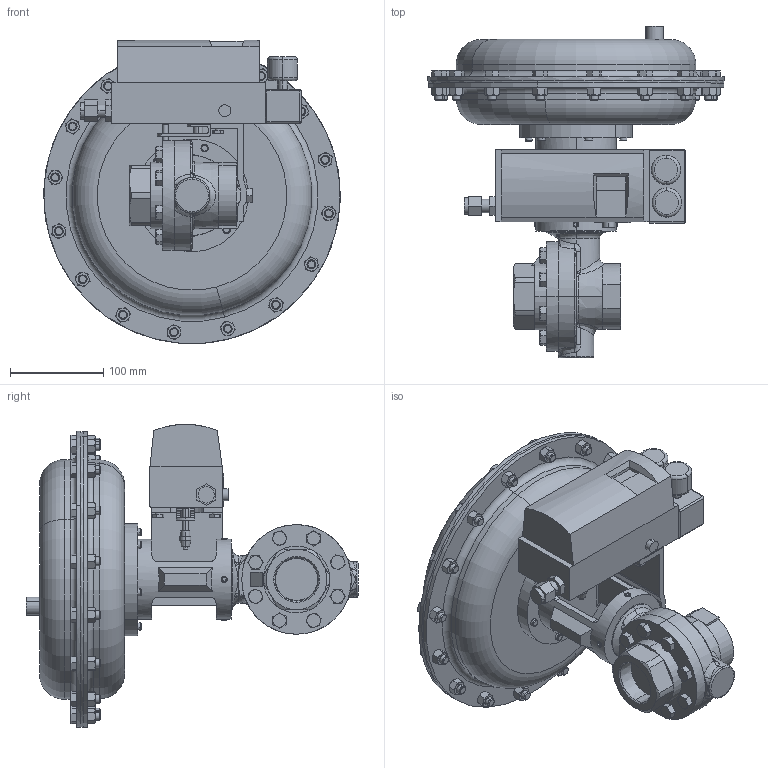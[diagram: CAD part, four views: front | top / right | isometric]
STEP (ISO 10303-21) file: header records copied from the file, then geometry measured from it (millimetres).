
FILE_DESCRIPTION (( 'STEP AP203' ), '1' );
FILE_NAME ('70SP-150-DI+BR-PT-55M-16IQ.STEP', '2017-09-11T19:25:47', ( '' ), ( '' ), 'SwSTEP 2.0', 'SolidWorks 2014', '' );
FILE_SCHEMA (( 'CONFIG_CONTROL_DESIGN' ));
Length unit declared in the file: inch
Products named in the file (1): 70SP-150-DI+BR-PT-55M-16IQ
Bounding box: 317.5 x 355.47 x 324.83 mm (x, y, z)
Volume: 7211359 mm3; surface area: 428691.5 mm2
Topology: 1 solids, 1 shells, 1158 faces, 2671 edges, 1602 vertices
Faces by surface type: plane 498, cone 426, cylinder 176, bspline 29, torus 27, sphere 2
Entity records: 37382 total; most frequent: CARTESIAN_POINT 12513, ORIENTED_EDGE 5322, DIRECTION 4859, EDGE_CURVE 2661, AXIS2_PLACEMENT_3D 1935, VERTEX_POINT 1602, EDGE_LOOP 1259, ADVANCED_FACE 1158
